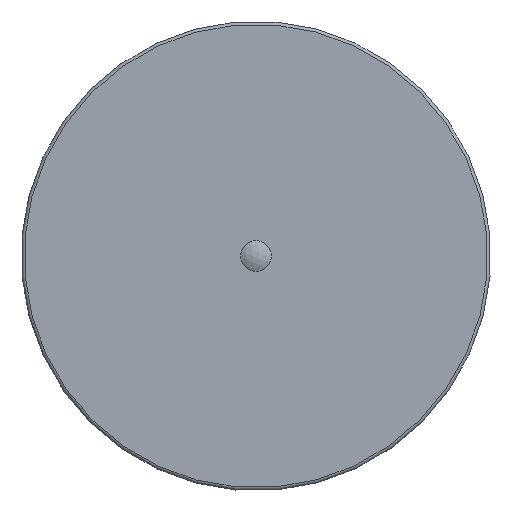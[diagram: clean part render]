
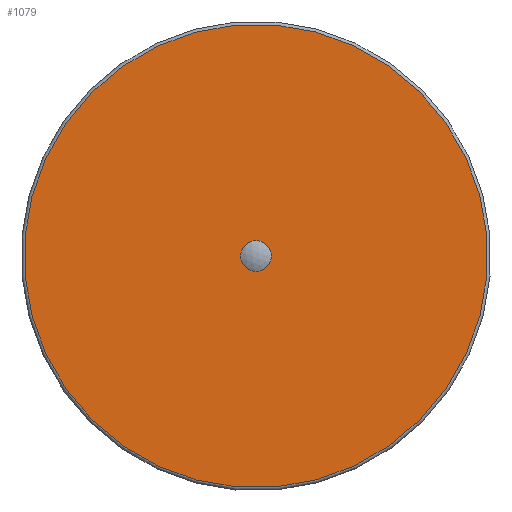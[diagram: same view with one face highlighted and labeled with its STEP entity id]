
A CAD part, front view. The second image highlights one B-rep face of the part: STEP entity #1079.
In plain terms, the highlighted planar face has unit normal (0, -1, 0).
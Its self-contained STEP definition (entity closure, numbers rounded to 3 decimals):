
#39=FACE_BOUND('',#251,.T.);
#90=PLANE('',#1241);
#170=FACE_OUTER_BOUND('',#250,.T.);
#250=EDGE_LOOP('',(#929,#930));
#251=EDGE_LOOP('',(#931,#932));
#350=CIRCLE('',#1158,4.);
#351=CIRCLE('',#1159,4.);
#399=CIRCLE('',#1238,84.632);
#400=CIRCLE('',#1239,84.632);
#444=VERTEX_POINT('',#6316);
#445=VERTEX_POINT('',#6318);
#499=VERTEX_POINT('',#6474);
#500=VERTEX_POINT('',#6475);
#570=EDGE_CURVE('',#445,#444,#350,.T.);
#571=EDGE_CURVE('',#444,#445,#351,.T.);
#642=EDGE_CURVE('',#499,#500,#399,.T.);
#643=EDGE_CURVE('',#500,#499,#400,.T.);
#929=ORIENTED_EDGE('',*,*,#642,.T.);
#930=ORIENTED_EDGE('',*,*,#643,.T.);
#931=ORIENTED_EDGE('',*,*,#570,.T.);
#932=ORIENTED_EDGE('',*,*,#571,.T.);
#1079=ADVANCED_FACE('',(#170,#39),#90,.T.);
#1158=AXIS2_PLACEMENT_3D('',#6319,#1374,#1375);
#1159=AXIS2_PLACEMENT_3D('',#6320,#1376,#1377);
#1238=AXIS2_PLACEMENT_3D('',#6476,#1556,#1557);
#1239=AXIS2_PLACEMENT_3D('',#6477,#1558,#1559);
#1241=AXIS2_PLACEMENT_3D('',#6479,#1562,#1563);
#1374=DIRECTION('center_axis',(0.,1.,0.));
#1375=DIRECTION('ref_axis',(-0.089,0.,0.996));
#1376=DIRECTION('center_axis',(0.,1.,0.));
#1377=DIRECTION('ref_axis',(-0.089,0.,0.996));
#1556=DIRECTION('center_axis',(0.,-1.,0.));
#1557=DIRECTION('ref_axis',(-0.089,0.,0.996));
#1558=DIRECTION('center_axis',(0.,-1.,0.));
#1559=DIRECTION('ref_axis',(-0.089,0.,0.996));
#1562=DIRECTION('center_axis',(0.,-1.,0.));
#1563=DIRECTION('ref_axis',(0.996,0.,0.089));
#6316=CARTESIAN_POINT('',(6.675,-81.549,-3.984));
#6318=CARTESIAN_POINT('',(5.962,-81.549,3.984));
#6319=CARTESIAN_POINT('Origin',(6.318,-81.549,0.));
#6320=CARTESIAN_POINT('Origin',(6.318,-81.549,0.));
#6474=CARTESIAN_POINT('',(-1.221,-81.549,84.296));
#6475=CARTESIAN_POINT('',(-77.978,-81.549,-7.54));
#6476=CARTESIAN_POINT('Origin',(6.318,-81.549,0.));
#6477=CARTESIAN_POINT('Origin',(6.318,-81.549,0.));
#6479=CARTESIAN_POINT('Origin',(2.548,-81.549,42.148));
